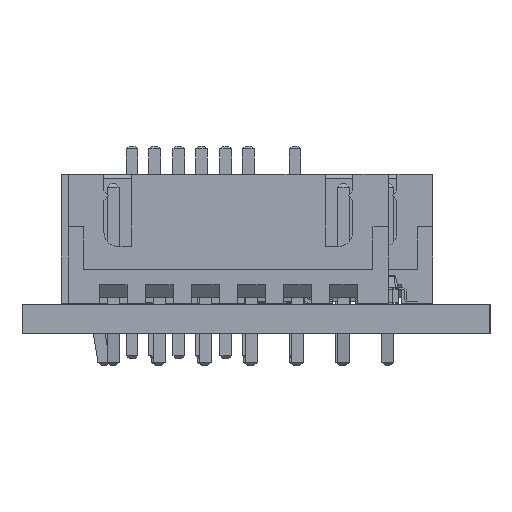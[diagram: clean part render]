
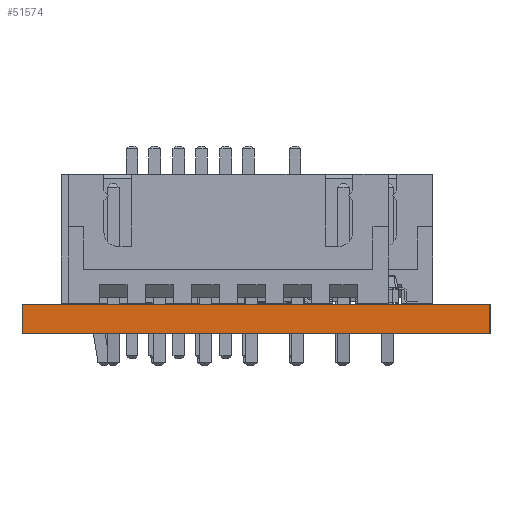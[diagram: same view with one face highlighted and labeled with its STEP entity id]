
A CAD part, left-side view. The second image highlights one B-rep face of the part: STEP entity #51574.
In plain terms, the highlighted planar face has unit normal (-1, 0, 0).
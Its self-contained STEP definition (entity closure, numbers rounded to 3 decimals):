
#51518 = VERTEX_POINT('',#51519);
#51519 = CARTESIAN_POINT('',(20.,-45.4,1.6));
#51525 = EDGE_CURVE('',#51526,#51518,#51528,.T.);
#51526 = VERTEX_POINT('',#51527);
#51527 = CARTESIAN_POINT('',(20.,-45.4,0.));
#51528 = LINE('',#51529,#51530);
#51529 = CARTESIAN_POINT('',(20.,-45.4,0.));
#51530 = VECTOR('',#51531,1.);
#51531 = DIRECTION('',(0.,0.,1.));
#51574 = ADVANCED_FACE('',(#51575),#51600,.T.);
#51575 = FACE_BOUND('',#51576,.T.);
#51576 = EDGE_LOOP('',(#51577,#51578,#51586,#51594));
#51577 = ORIENTED_EDGE('',*,*,#51525,.T.);
#51578 = ORIENTED_EDGE('',*,*,#51579,.T.);
#51579 = EDGE_CURVE('',#51518,#51580,#51582,.T.);
#51580 = VERTEX_POINT('',#51581);
#51581 = CARTESIAN_POINT('',(20.,-20.,1.6));
#51582 = LINE('',#51583,#51584);
#51583 = CARTESIAN_POINT('',(20.,-45.4,1.6));
#51584 = VECTOR('',#51585,1.);
#51585 = DIRECTION('',(0.,1.,0.));
#51586 = ORIENTED_EDGE('',*,*,#51587,.F.);
#51587 = EDGE_CURVE('',#51588,#51580,#51590,.T.);
#51588 = VERTEX_POINT('',#51589);
#51589 = CARTESIAN_POINT('',(20.,-20.,0.));
#51590 = LINE('',#51591,#51592);
#51591 = CARTESIAN_POINT('',(20.,-20.,0.));
#51592 = VECTOR('',#51593,1.);
#51593 = DIRECTION('',(0.,0.,1.));
#51594 = ORIENTED_EDGE('',*,*,#51595,.F.);
#51595 = EDGE_CURVE('',#51526,#51588,#51596,.T.);
#51596 = LINE('',#51597,#51598);
#51597 = CARTESIAN_POINT('',(20.,-45.4,0.));
#51598 = VECTOR('',#51599,1.);
#51599 = DIRECTION('',(0.,1.,0.));
#51600 = PLANE('',#51601);
#51601 = AXIS2_PLACEMENT_3D('',#51602,#51603,#51604);
#51602 = CARTESIAN_POINT('',(20.,-45.4,0.));
#51603 = DIRECTION('',(-1.,0.,0.));
#51604 = DIRECTION('',(0.,1.,0.));
